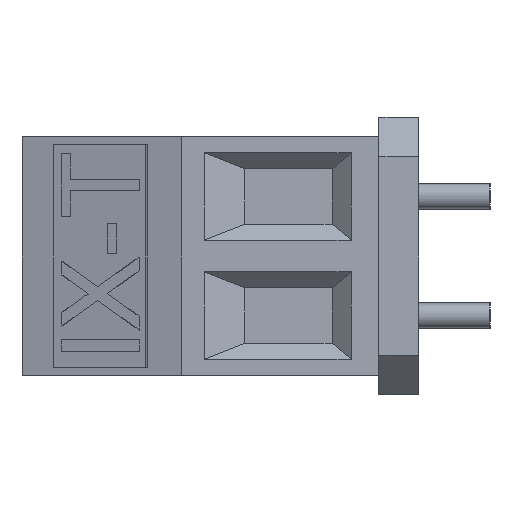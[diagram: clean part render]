
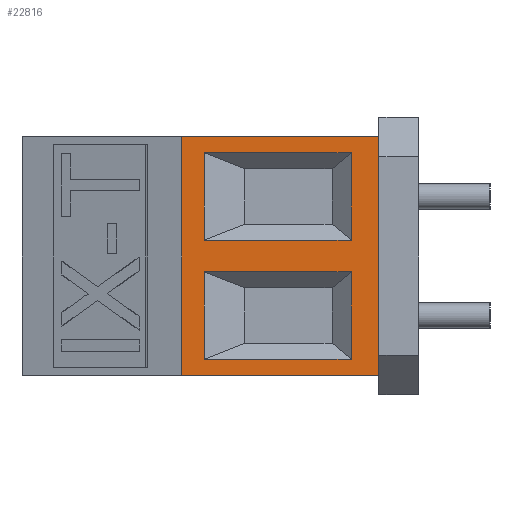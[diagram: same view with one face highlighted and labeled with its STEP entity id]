
A CAD part, left-side view. The second image highlights one B-rep face of the part: STEP entity #22816.
In plain terms, the highlighted planar face has unit normal (-1, 0, 0).
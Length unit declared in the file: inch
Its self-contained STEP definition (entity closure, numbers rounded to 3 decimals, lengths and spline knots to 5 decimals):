
#1 = DIRECTION ( 'NONE',  ( 0., 0., 1. ) ) ;
#696 = EDGE_LOOP ( 'NONE', ( #1816, #2820, #14628, #35672 ) ) ;
#1136 = LINE ( 'NONE', #29992, #15628 ) ;
#1542 = EDGE_CURVE ( 'NONE', #35670, #26778, #1136, .T. ) ;
#1816 = ORIENTED_EDGE ( 'NONE', *, *, #6739, .T. ) ;
#2657 = VECTOR ( 'NONE', #12247, 39.37008 ) ;
#2804 = EDGE_CURVE ( 'NONE', #11285, #6488, #6120, .T. ) ;
#2820 = ORIENTED_EDGE ( 'NONE', *, *, #2804, .T. ) ;
#2952 = VECTOR ( 'NONE', #34692, 39.37008 ) ;
#4263 = DIRECTION ( 'NONE',  ( 0., -1., 0. ) ) ;
#4411 = EDGE_CURVE ( 'NONE', #5128, #9884, #8050, .T. ) ;
#4810 = CARTESIAN_POINT ( 'NONE',  ( 0.98992, 0.04632, 0.02 ) ) ;
#5118 = LINE ( 'NONE', #25570, #2952 ) ;
#5128 = VERTEX_POINT ( 'NONE', #9207 ) ;
#5183 = DIRECTION ( 'NONE',  ( 0., 0., -1. ) ) ;
#5209 = VERTEX_POINT ( 'NONE', #13592 ) ;
#5740 = EDGE_CURVE ( 'NONE', #7950, #26778, #5118, .T. ) ;
#6120 = LINE ( 'NONE', #37588, #23966 ) ;
#6379 = EDGE_CURVE ( 'NONE', #35670, #33937, #29806, .T. ) ;
#6488 = VERTEX_POINT ( 'NONE', #11179 ) ;
#6514 = VECTOR ( 'NONE', #15286, 39.37008 ) ;
#6739 = EDGE_CURVE ( 'NONE', #21275, #11285, #27974, .T. ) ;
#7353 = EDGE_CURVE ( 'NONE', #5209, #5128, #35480, .T. ) ;
#7389 = EDGE_CURVE ( 'NONE', #15663, #21275, #14919, .T. ) ;
#7634 = CARTESIAN_POINT ( 'NONE',  ( 0.98992, 0.04632, 0.17 ) ) ;
#7950 = VERTEX_POINT ( 'NONE', #8131 ) ;
#8050 = LINE ( 'NONE', #31367, #10185 ) ;
#8131 = CARTESIAN_POINT ( 'NONE',  ( 0.98992, 0.04632, 0. ) ) ;
#8972 = LINE ( 'NONE', #32293, #6514 ) ;
#9131 = LINE ( 'NONE', #20636, #13178 ) ;
#9207 = CARTESIAN_POINT ( 'NONE',  ( 0.98992, 0.08132, 0.13 ) ) ;
#9448 = CARTESIAN_POINT ( 'NONE',  ( 0.98992, 0.04632, 0.3 ) ) ;
#9884 = VERTEX_POINT ( 'NONE', #26848 ) ;
#10020 = ORIENTED_EDGE ( 'NONE', *, *, #5740, .F. ) ;
#10185 = VECTOR ( 'NONE', #5183, 39.37008 ) ;
#10214 = FACE_BOUND ( 'NONE', #36541, .T. ) ;
#10477 = VECTOR ( 'NONE', #22606, 39.37008 ) ;
#10556 = LINE ( 'NONE', #4810, #10477 ) ;
#10894 = CARTESIAN_POINT ( 'NONE',  ( 0.98992, 0.26632, 0.28 ) ) ;
#11179 = CARTESIAN_POINT ( 'NONE',  ( 0.98992, 0.08132, 0.17 ) ) ;
#11285 = VERTEX_POINT ( 'NONE', #15938 ) ;
#11702 = VECTOR ( 'NONE', #4263, 39.37008 ) ;
#12247 = DIRECTION ( 'NONE',  ( 0., -1., 0. ) ) ;
#12806 = DIRECTION ( 'NONE',  ( 0., 0., -1. ) ) ;
#13178 = VECTOR ( 'NONE', #37548, 39.37008 ) ;
#13592 = CARTESIAN_POINT ( 'NONE',  ( 0.98992, 0.26632, 0.13 ) ) ;
#14628 = ORIENTED_EDGE ( 'NONE', *, *, #24633, .T. ) ;
#14919 = LINE ( 'NONE', #26190, #18525 ) ;
#15286 = DIRECTION ( 'NONE',  ( 0., 1., 0. ) ) ;
#15596 = DIRECTION ( 'NONE',  ( -1., 0., 0. ) ) ;
#15628 = VECTOR ( 'NONE', #12806, 39.37008 ) ;
#15663 = VERTEX_POINT ( 'NONE', #33108 ) ;
#15762 = CARTESIAN_POINT ( 'NONE',  ( 0.98992, 0.04632, 0.28 ) ) ;
#15938 = CARTESIAN_POINT ( 'NONE',  ( 0.98992, 0.08132, 0.28 ) ) ;
#15967 = FACE_BOUND ( 'NONE', #696, .T. ) ;
#16043 = DIRECTION ( 'NONE',  ( 0., -1., 0. ) ) ;
#16825 = ORIENTED_EDGE ( 'NONE', *, *, #1542, .T. ) ;
#17909 = AXIS2_PLACEMENT_3D ( 'NONE', #29919, #15596, #33329 ) ;
#18525 = VECTOR ( 'NONE', #1, 39.37008 ) ;
#19318 = VECTOR ( 'NONE', #34171, 39.37008 ) ;
#19788 = ORIENTED_EDGE ( 'NONE', *, *, #4411, .T. ) ;
#19976 = EDGE_CURVE ( 'NONE', #33937, #7950, #10556, .T. ) ;
#20636 = CARTESIAN_POINT ( 'NONE',  ( 0.98992, 0.26632, 0. ) ) ;
#21046 = ORIENTED_EDGE ( 'NONE', *, *, #19976, .F. ) ;
#21275 = VERTEX_POINT ( 'NONE', #10894 ) ;
#21720 = PLANE ( 'NONE',  #17909 ) ;
#22083 = FACE_OUTER_BOUND ( 'NONE', #26481, .T. ) ;
#22606 = DIRECTION ( 'NONE',  ( 0., 0., -1. ) ) ;
#22816 = ADVANCED_FACE ( 'NONE', ( #22083, #10214, #15967 ), #21720, .T. ) ;
#23544 = CARTESIAN_POINT ( 'NONE',  ( 0.98992, 0.29467, 0. ) ) ;
#23966 = VECTOR ( 'NONE', #26589, 39.37008 ) ;
#24361 = VECTOR ( 'NONE', #16043, 39.37008 ) ;
#24624 = CARTESIAN_POINT ( 'NONE',  ( 0.98992, 0.26632, 0.02 ) ) ;
#24633 = EDGE_CURVE ( 'NONE', #6488, #15663, #31132, .T. ) ;
#24823 = VERTEX_POINT ( 'NONE', #24624 ) ;
#25449 = EDGE_CURVE ( 'NONE', #9884, #24823, #8972, .T. ) ;
#25570 = CARTESIAN_POINT ( 'NONE',  ( 0.98992, 0.49587, 0. ) ) ;
#26190 = CARTESIAN_POINT ( 'NONE',  ( 0.98992, 0.26632, 0. ) ) ;
#26481 = EDGE_LOOP ( 'NONE', ( #16825, #10020, #21046, #30675 ) ) ;
#26589 = DIRECTION ( 'NONE',  ( 0., 0., -1. ) ) ;
#26778 = VERTEX_POINT ( 'NONE', #23544 ) ;
#26848 = CARTESIAN_POINT ( 'NONE',  ( 0.98992, 0.08132, 0.02 ) ) ;
#27705 = ORIENTED_EDGE ( 'NONE', *, *, #7353, .T. ) ;
#27974 = LINE ( 'NONE', #15762, #11702 ) ;
#29806 = LINE ( 'NONE', #33220, #24361 ) ;
#29817 = CARTESIAN_POINT ( 'NONE',  ( 0.98992, 0.04632, 0.13 ) ) ;
#29919 = CARTESIAN_POINT ( 'NONE',  ( 0.98992, 0.04632, 0. ) ) ;
#29992 = CARTESIAN_POINT ( 'NONE',  ( 0.98992, 0.29467, 0.3 ) ) ;
#30675 = ORIENTED_EDGE ( 'NONE', *, *, #6379, .F. ) ;
#31132 = LINE ( 'NONE', #7634, #19318 ) ;
#31367 = CARTESIAN_POINT ( 'NONE',  ( 0.98992, 0.08132, 0. ) ) ;
#32293 = CARTESIAN_POINT ( 'NONE',  ( 0.98992, 0.04632, 0.02 ) ) ;
#33108 = CARTESIAN_POINT ( 'NONE',  ( 0.98992, 0.26632, 0.17 ) ) ;
#33220 = CARTESIAN_POINT ( 'NONE',  ( 0.98992, 0.08132, 0.3 ) ) ;
#33329 = DIRECTION ( 'NONE',  ( 0., 0., 1. ) ) ;
#33937 = VERTEX_POINT ( 'NONE', #9448 ) ;
#34171 = DIRECTION ( 'NONE',  ( 0., 1., 0. ) ) ;
#34599 = ORIENTED_EDGE ( 'NONE', *, *, #36301, .T. ) ;
#34692 = DIRECTION ( 'NONE',  ( 0., 1., 0. ) ) ;
#35480 = LINE ( 'NONE', #29817, #2657 ) ;
#35670 = VERTEX_POINT ( 'NONE', #37328 ) ;
#35672 = ORIENTED_EDGE ( 'NONE', *, *, #7389, .T. ) ;
#36301 = EDGE_CURVE ( 'NONE', #24823, #5209, #9131, .T. ) ;
#36541 = EDGE_LOOP ( 'NONE', ( #19788, #37282, #34599, #27705 ) ) ;
#37282 = ORIENTED_EDGE ( 'NONE', *, *, #25449, .T. ) ;
#37328 = CARTESIAN_POINT ( 'NONE',  ( 0.98992, 0.29467, 0.3 ) ) ;
#37548 = DIRECTION ( 'NONE',  ( 0., 0., 1. ) ) ;
#37588 = CARTESIAN_POINT ( 'NONE',  ( 0.98992, 0.08132, 0. ) ) ;
